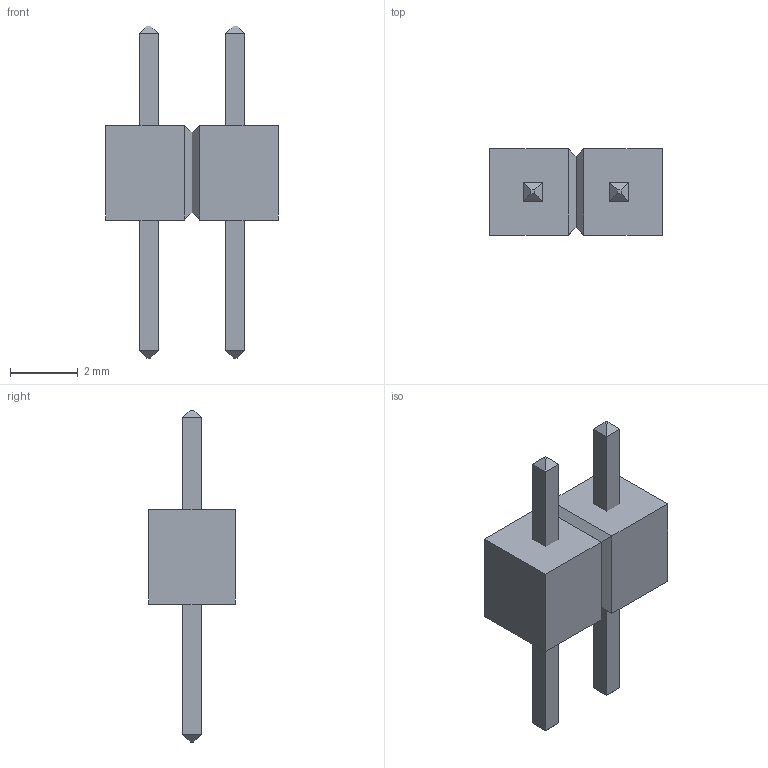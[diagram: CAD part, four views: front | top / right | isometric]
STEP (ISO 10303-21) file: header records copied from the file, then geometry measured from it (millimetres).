
FILE_DESCRIPTION(('FreeCAD Model'),'2;1');
FILE_NAME('1032256.2.1.stp','2020-12-22T10:19:14',( 'Author'),(''),'Open CASCADE STEP processor 6.9','FreeCAD','Unknown' );
FILE_SCHEMA(('AUTOMOTIVE_DESIGN { 1 0 10303 214 1 1 1 1 }'));
Length unit declared in the file: millimetre
Products named in the file (3): ASSEMBLY; Body; LeadsArray
Assembly tree (2 placements, depth 2):
  ASSEMBLY
    Body
    LeadsArray
Bounding box: 5.08 x 2.54 x 9.77 mm (x, y, z)
Volume: 41.5 mm3; surface area: 113.3 mm2
Topology: 3 solids, 3 shells, 46 faces, 92 edges, 52 vertices
Faces by surface type: plane 46
Entity records: 2385 total; most frequent: CARTESIAN_POINT 393, DIRECTION 358, LINE 260, VECTOR 260, ORIENTED_EDGE 184, PCURVE 184, DEFINITIONAL_REPRESENTATION 184, EDGE_CURVE 92
